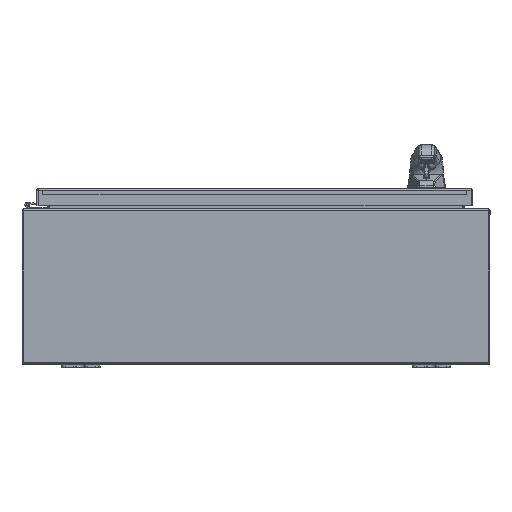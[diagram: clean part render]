
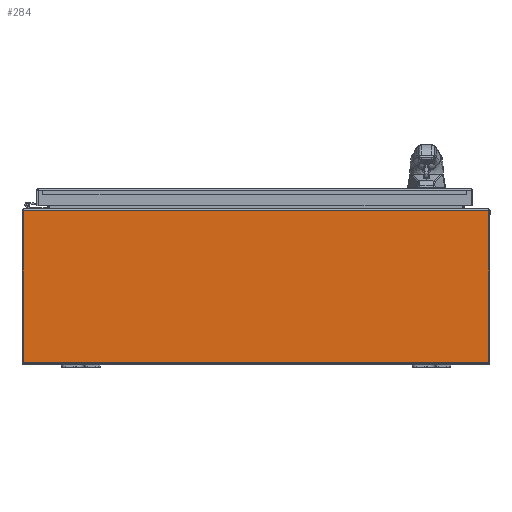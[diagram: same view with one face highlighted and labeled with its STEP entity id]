
A CAD part, front view. The second image highlights one B-rep face of the part: STEP entity #284.
In plain terms, the highlighted planar face has unit normal (0, -1, 0).
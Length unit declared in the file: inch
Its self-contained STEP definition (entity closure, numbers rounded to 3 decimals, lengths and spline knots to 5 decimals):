
#200 = CARTESIAN_POINT ( 'NONE',  ( 11.91495, -15., 7.89475 ) ) ;
#284 = ADVANCED_FACE ( 'NONE', ( #22954 ), #80944, .F. ) ;
#1691 = ORIENTED_EDGE ( 'NONE', *, *, #77697, .F. ) ;
#4343 = LINE ( 'NONE', #28856, #50221 ) ;
#9953 = CARTESIAN_POINT ( 'NONE',  ( -11.91495, -15., 7.89475 ) ) ;
#10490 = VECTOR ( 'NONE', #63831, 39.37008 ) ;
#10808 = ORIENTED_EDGE ( 'NONE', *, *, #46501, .T. ) ;
#12990 = AXIS2_PLACEMENT_3D ( 'NONE', #107580, #51924, #116860 ) ;
#15958 = EDGE_CURVE ( 'NONE', #70393, #85346, #17793, .T. ) ;
#17304 = DIRECTION ( 'NONE',  ( 1., 0., 0. ) ) ;
#17453 = DIRECTION ( 'NONE',  ( 0., 1., 0. ) ) ;
#17793 = CIRCLE ( 'NONE', #69800, 0.07 ) ;
#18475 = CARTESIAN_POINT ( 'NONE',  ( 11.93789, -15., 0.06211 ) ) ;
#19126 = CARTESIAN_POINT ( 'NONE',  ( -11.963, -15., 0.12745 ) ) ;
#22145 = CARTESIAN_POINT ( 'NONE',  ( 11.963, -15., 0.12745 ) ) ;
#22954 = FACE_OUTER_BOUND ( 'NONE', #87162, .T. ) ;
#28129 = EDGE_CURVE ( 'NONE', #37146, #70393, #61856, .T. ) ;
#28856 = CARTESIAN_POINT ( 'NONE',  ( 11.963, -15., 7.89475 ) ) ;
#35467 = EDGE_CURVE ( 'NONE', #95683, #102562, #49817, .T. ) ;
#36642 = LINE ( 'NONE', #79365, #58150 ) ;
#36981 = CARTESIAN_POINT ( 'NONE',  ( -11.88277, -15., 0.10525 ) ) ;
#37145 = ORIENTED_EDGE ( 'NONE', *, *, #79345, .T. ) ;
#37146 = VERTEX_POINT ( 'NONE', #36981 ) ;
#38170 = DIRECTION ( 'NONE',  ( 0., 0., -1. ) ) ;
#38579 = ORIENTED_EDGE ( 'NONE', *, *, #83556, .F. ) ;
#40395 = DIRECTION ( 'NONE',  ( -1., 0., 0. ) ) ;
#41102 = ORIENTED_EDGE ( 'NONE', *, *, #35467, .T. ) ;
#42052 = VERTEX_POINT ( 'NONE', #75995 ) ;
#46501 = EDGE_CURVE ( 'NONE', #116455, #94226, #117886, .T. ) ;
#46967 = VECTOR ( 'NONE', #40395, 39.37008 ) ;
#49817 = LINE ( 'NONE', #109806, #46967 ) ;
#50221 = VECTOR ( 'NONE', #38170, 39.37008 ) ;
#51732 = DIRECTION ( 'NONE',  ( -1., 0., 0. ) ) ;
#51924 = DIRECTION ( 'NONE',  ( 0., 1., 0. ) ) ;
#52756 = ORIENTED_EDGE ( 'NONE', *, *, #15958, .T. ) ;
#58150 = VECTOR ( 'NONE', #51732, 39.37008 ) ;
#61856 = LINE ( 'NONE', #73947, #111250 ) ;
#63831 = DIRECTION ( 'NONE',  ( 0., 0., 1. ) ) ;
#69800 = AXIS2_PLACEMENT_3D ( 'NONE', #18475, #17453, #17304 ) ;
#70393 = VERTEX_POINT ( 'NONE', #79277 ) ;
#73947 = CARTESIAN_POINT ( 'NONE',  ( -11.88277, -15., 0.10525 ) ) ;
#74098 = CARTESIAN_POINT ( 'NONE',  ( 11.963, -15., 7.89475 ) ) ;
#75139 = DIRECTION ( 'NONE',  ( 1., 0., 0. ) ) ;
#75995 = CARTESIAN_POINT ( 'NONE',  ( -11.963, -15., 0.12745 ) ) ;
#77697 = EDGE_CURVE ( 'NONE', #42052, #94226, #81206, .T. ) ;
#79025 = AXIS2_PLACEMENT_3D ( 'NONE', #82990, #83255, #83541 ) ;
#79277 = CARTESIAN_POINT ( 'NONE',  ( 11.88277, -15., 0.10525 ) ) ;
#79345 = EDGE_CURVE ( 'NONE', #42052, #37146, #85230, .T. ) ;
#79365 = CARTESIAN_POINT ( 'NONE',  ( 11.91495, -15., 7.89475 ) ) ;
#80944 = PLANE ( 'NONE',  #79025 ) ;
#81206 = LINE ( 'NONE', #19126, #10490 ) ;
#82990 = CARTESIAN_POINT ( 'NONE',  ( 0., -15., 4.00948 ) ) ;
#83255 = DIRECTION ( 'NONE',  ( 0., 1., 0. ) ) ;
#83541 = DIRECTION ( 'NONE',  ( 1., 0., 0. ) ) ;
#83556 = EDGE_CURVE ( 'NONE', #95683, #85346, #4343, .T. ) ;
#83848 = ORIENTED_EDGE ( 'NONE', *, *, #28129, .T. ) ;
#85230 = CIRCLE ( 'NONE', #12990, 0.07 ) ;
#85346 = VERTEX_POINT ( 'NONE', #22145 ) ;
#87162 = EDGE_LOOP ( 'NONE', ( #41102, #110478, #10808, #1691, #37145, #83848, #52756, #38579 ) ) ;
#90508 = VECTOR ( 'NONE', #113743, 39.37008 ) ;
#94226 = VERTEX_POINT ( 'NONE', #96896 ) ;
#95683 = VERTEX_POINT ( 'NONE', #74098 ) ;
#96896 = CARTESIAN_POINT ( 'NONE',  ( -11.963, -15., 7.89475 ) ) ;
#102562 = VERTEX_POINT ( 'NONE', #200 ) ;
#107580 = CARTESIAN_POINT ( 'NONE',  ( -11.93789, -15., 0.06211 ) ) ;
#109806 = CARTESIAN_POINT ( 'NONE',  ( 11.963, -15., 7.89475 ) ) ;
#110478 = ORIENTED_EDGE ( 'NONE', *, *, #112280, .T. ) ;
#111250 = VECTOR ( 'NONE', #75139, 39.37008 ) ;
#112174 = CARTESIAN_POINT ( 'NONE',  ( -11.91495, -15., 7.89475 ) ) ;
#112280 = EDGE_CURVE ( 'NONE', #102562, #116455, #36642, .T. ) ;
#113743 = DIRECTION ( 'NONE',  ( -1., 0., 0. ) ) ;
#116455 = VERTEX_POINT ( 'NONE', #9953 ) ;
#116860 = DIRECTION ( 'NONE',  ( 1., 0., 0. ) ) ;
#117886 = LINE ( 'NONE', #112174, #90508 ) ;
